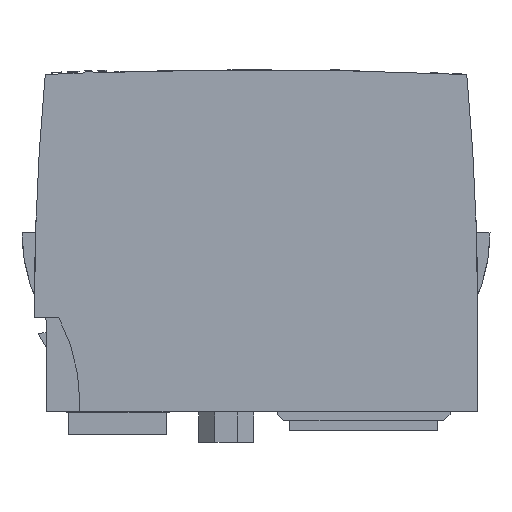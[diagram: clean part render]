
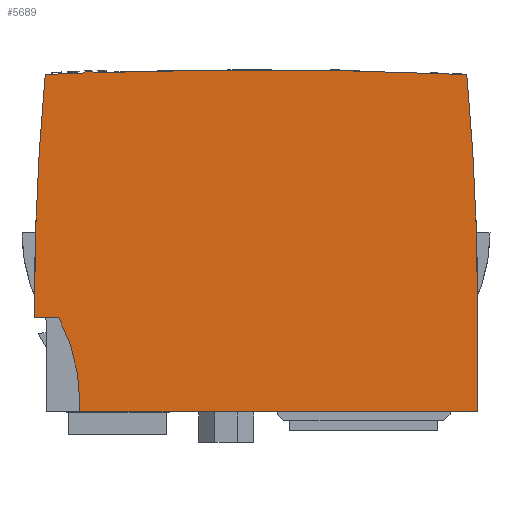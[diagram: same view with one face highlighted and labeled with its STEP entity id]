
A CAD part, left-side view. The second image highlights one B-rep face of the part: STEP entity #5689.
In plain terms, the highlighted planar face has unit normal (-1, 0, 0).
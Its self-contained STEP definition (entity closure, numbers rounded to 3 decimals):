
#797=CIRCLE('',#23010,750.);
#821=CIRCLE('',#23054,28.3);
#827=CIRCLE('',#23066,391.5);
#828=CIRCLE('',#23068,750.);
#831=CIRCLE('',#23072,2.3);
#833=CIRCLE('',#23075,391.5);
#4645=FACE_OUTER_BOUND('',#7912,.T.);
#5689=ADVANCED_FACE('',(#4645),#6777,.T.);
#6777=PLANE('',#23078);
#7912=EDGE_LOOP('',(#10041,#10042,#10043,#10044,#10045,#10046,#10047,#10048,
#10049,#10050,#10051));
#10041=ORIENTED_EDGE('',*,*,#16700,.F.);
#10042=ORIENTED_EDGE('',*,*,#16732,.F.);
#10043=ORIENTED_EDGE('',*,*,#16557,.F.);
#10044=ORIENTED_EDGE('',*,*,#16729,.F.);
#10045=ORIENTED_EDGE('',*,*,#16723,.F.);
#10046=ORIENTED_EDGE('',*,*,#16721,.F.);
#10047=ORIENTED_EDGE('',*,*,#16715,.F.);
#10048=ORIENTED_EDGE('',*,*,#16712,.F.);
#10049=ORIENTED_EDGE('',*,*,#16693,.F.);
#10050=ORIENTED_EDGE('',*,*,#16690,.F.);
#10051=ORIENTED_EDGE('',*,*,#16595,.F.);
#14623=VERTEX_POINT('',#30485);
#14624=VERTEX_POINT('',#30486);
#14660=VERTEX_POINT('',#30560);
#14661=VERTEX_POINT('',#30562);
#14746=VERTEX_POINT('',#30752);
#14748=VERTEX_POINT('',#30758);
#14754=VERTEX_POINT('',#30771);
#14761=VERTEX_POINT('',#30791);
#14764=VERTEX_POINT('',#30801);
#14768=VERTEX_POINT('',#30812);
#14769=VERTEX_POINT('',#30816);
#16557=EDGE_CURVE('',#14623,#14624,#797,.T.);
#16595=EDGE_CURVE('',#14660,#14661,#19231,.T.);
#16690=EDGE_CURVE('',#14661,#14746,#19312,.T.);
#16693=EDGE_CURVE('',#14746,#14748,#821,.T.);
#16700=EDGE_CURVE('',#14754,#14660,#19320,.T.);
#16712=EDGE_CURVE('',#14748,#14761,#19329,.T.);
#16715=EDGE_CURVE('',#14761,#14764,#19332,.T.);
#16721=EDGE_CURVE('',#14764,#14768,#827,.T.);
#16723=EDGE_CURVE('',#14768,#14769,#828,.T.);
#16729=EDGE_CURVE('',#14769,#14623,#831,.T.);
#16732=EDGE_CURVE('',#14624,#14754,#833,.T.);
#19231=LINE('',#30561,#21222);
#19312=LINE('',#30751,#21303);
#19320=LINE('',#30772,#21311);
#19329=LINE('',#30794,#21320);
#19332=LINE('',#30800,#21323);
#21222=VECTOR('',#25224,1.);
#21303=VECTOR('',#25353,1.);
#21311=VECTOR('',#25369,1.);
#21320=VECTOR('',#25390,1.);
#21323=VECTOR('',#25395,1.);
#23010=AXIS2_PLACEMENT_3D('',#30484,#25167,#25168);
#23054=AXIS2_PLACEMENT_3D('',#30757,#25359,#25360);
#23066=AXIS2_PLACEMENT_3D('',#30811,#25405,#25406);
#23068=AXIS2_PLACEMENT_3D('',#30815,#25410,#25411);
#23072=AXIS2_PLACEMENT_3D('',#30827,#25421,#25422);
#23075=AXIS2_PLACEMENT_3D('',#30833,#25428,#25429);
#23078=AXIS2_PLACEMENT_3D('',#30836,#25434,#25435);
#25167=DIRECTION('',(1.,0.,0.));
#25168=DIRECTION('',(0.,0.034,0.999));
#25224=DIRECTION('',(0.,1.,0.));
#25353=DIRECTION('',(0.,0.,1.));
#25359=DIRECTION('',(-1.,0.,0.));
#25360=DIRECTION('',(0.,-0.884,0.467));
#25369=DIRECTION('',(0.,0.,-1.));
#25390=DIRECTION('',(0.,1.,0.));
#25395=DIRECTION('',(0.,0.,1.));
#25405=DIRECTION('',(1.,0.,0.));
#25406=DIRECTION('',(0.,1.,0.));
#25410=DIRECTION('',(1.,0.,0.));
#25411=DIRECTION('',(0.,0.043,0.999));
#25421=DIRECTION('',(1.,0.,0.));
#25422=DIRECTION('',(0.,0.431,0.902));
#25428=DIRECTION('',(1.,0.,0.));
#25429=DIRECTION('',(0.,-0.996,0.09));
#25434=DIRECTION('',(-1.,0.,0.));
#25435=DIRECTION('',(0.,0.,1.));
#30484=CARTESIAN_POINT('',(-7.5,2.65,-683.));
#30485=CARTESIAN_POINT('',(-7.5,27.918,66.574));
#30486=CARTESIAN_POINT('',(-7.5,-30.316,66.275));
#30560=CARTESIAN_POINT('',(-7.5,-32.,13.5));
#30561=CARTESIAN_POINT('',(-7.5,-32.,13.5));
#30562=CARTESIAN_POINT('',(-7.5,30.2,13.5));
#30751=CARTESIAN_POINT('',(-7.5,30.2,13.5));
#30752=CARTESIAN_POINT('',(-7.5,30.2,15.));
#30757=CARTESIAN_POINT('',(-7.5,58.5,15.));
#30758=CARTESIAN_POINT('',(-7.5,33.483,28.23));
#30771=CARTESIAN_POINT('',(-7.5,-32.,30.));
#30772=CARTESIAN_POINT('',(-7.5,-32.,30.));
#30791=CARTESIAN_POINT('',(-7.5,37.3,28.23));
#30794=CARTESIAN_POINT('',(-7.5,33.483,28.23));
#30800=CARTESIAN_POINT('',(-7.5,37.3,28.23));
#30801=CARTESIAN_POINT('',(-7.5,37.3,30.));
#30811=CARTESIAN_POINT('',(-7.5,-354.2,30.));
#30812=CARTESIAN_POINT('',(-7.5,35.616,66.275));
#30815=CARTESIAN_POINT('',(-7.5,2.65,-683.));
#30816=CARTESIAN_POINT('',(-7.5,29.828,66.507));
#30827=CARTESIAN_POINT('',(-7.5,28.8,64.45));
#30833=CARTESIAN_POINT('',(-7.5,359.5,30.));
#30836=CARTESIAN_POINT('',(-7.5,58.5,15.));
